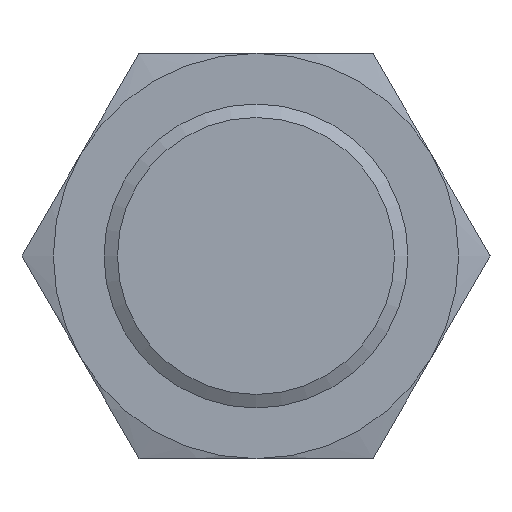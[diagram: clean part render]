
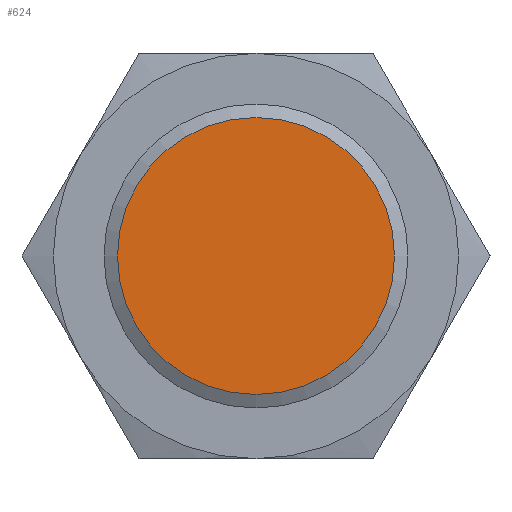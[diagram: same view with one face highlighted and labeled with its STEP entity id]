
A CAD part, front view. The second image highlights one B-rep face of the part: STEP entity #624.
In plain terms, the highlighted planar face has unit normal (0, -1, 0).
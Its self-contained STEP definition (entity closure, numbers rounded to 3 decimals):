
#314 = EDGE_CURVE ( 'NONE', #1851, #1851, #784, .T. ) ;
#384 = FACE_OUTER_BOUND ( 'NONE', #539, .T. ) ;
#398 = CARTESIAN_POINT ( 'NONE',  ( 0., -35., 8.2 ) ) ;
#440 = CARTESIAN_POINT ( 'NONE',  ( 0., -35., 0. ) ) ;
#539 = EDGE_LOOP ( 'NONE', ( #1480 ) ) ;
#549 = DIRECTION ( 'NONE',  ( 0., -1., 0. ) ) ;
#624 = ADVANCED_FACE ( 'NONE', ( #384 ), #1867, .T. ) ;
#644 = AXIS2_PLACEMENT_3D ( 'NONE', #828, #549, #1861 ) ;
#784 = CIRCLE ( 'NONE', #1823, 8.2 ) ;
#828 = CARTESIAN_POINT ( 'NONE',  ( 8.008, -35., 8.008 ) ) ;
#1480 = ORIENTED_EDGE ( 'NONE', *, *, #314, .T. ) ;
#1488 = DIRECTION ( 'NONE',  ( 0., -1., 0. ) ) ;
#1627 = DIRECTION ( 'NONE',  ( 0., 0., 1. ) ) ;
#1823 = AXIS2_PLACEMENT_3D ( 'NONE', #440, #1488, #1627 ) ;
#1851 = VERTEX_POINT ( 'NONE', #398 ) ;
#1861 = DIRECTION ( 'NONE',  ( -1., 0., 0. ) ) ;
#1867 = PLANE ( 'NONE',  #644 ) ;
